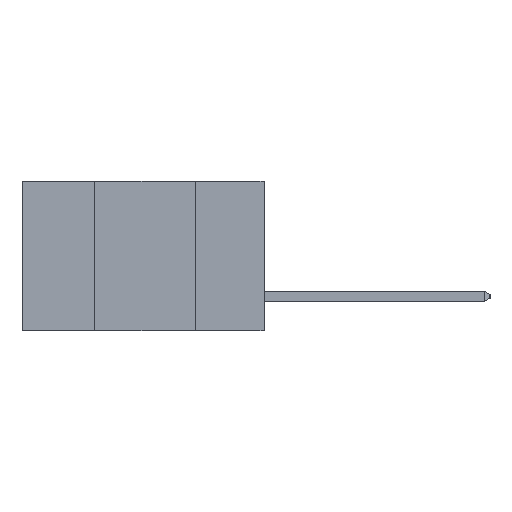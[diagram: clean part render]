
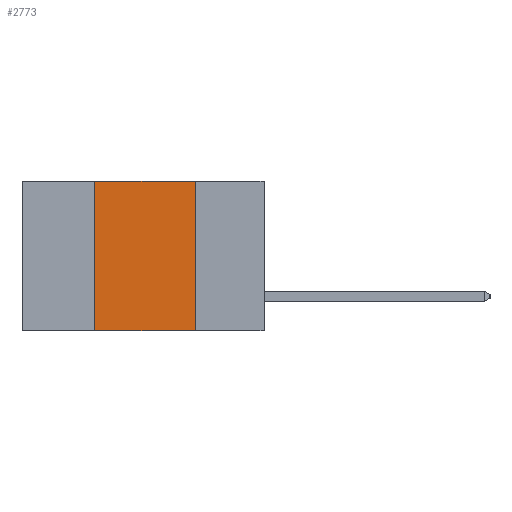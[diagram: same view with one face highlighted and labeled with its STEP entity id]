
A CAD part, left-side view. The second image highlights one B-rep face of the part: STEP entity #2773.
In plain terms, the highlighted planar face has unit normal (-1, 0, 0).
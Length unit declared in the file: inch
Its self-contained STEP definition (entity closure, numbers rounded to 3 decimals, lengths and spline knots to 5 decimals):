
#149 = VERTEX_POINT ( 'NONE', #2114 ) ;
#461 = EDGE_LOOP ( 'NONE', ( #2161, #9162, #5608, #7207 ) ) ;
#901 = DIRECTION ( 'NONE',  ( 1., 0., 0. ) ) ;
#1297 = DIRECTION ( 'NONE',  ( 0., -1., 0. ) ) ;
#1566 = FACE_OUTER_BOUND ( 'NONE', #461, .T. ) ;
#1801 = CARTESIAN_POINT ( 'NONE',  ( 0., 0.6, 0. ) ) ;
#1884 = CARTESIAN_POINT ( 'NONE',  ( 0., 0.17, 0. ) ) ;
#1908 = LINE ( 'NONE', #1801, #5815 ) ;
#2114 = CARTESIAN_POINT ( 'NONE',  ( 0., 0.42, -0.37 ) ) ;
#2161 = ORIENTED_EDGE ( 'NONE', *, *, #5807, .F. ) ;
#2314 = VERTEX_POINT ( 'NONE', #7365 ) ;
#2573 = PLANE ( 'NONE',  #5499 ) ;
#2773 = ADVANCED_FACE ( 'NONE', ( #1566 ), #2573, .F. ) ;
#2839 = DIRECTION ( 'NONE',  ( 0., -1., 0. ) ) ;
#3246 = VERTEX_POINT ( 'NONE', #5107 ) ;
#3320 = LINE ( 'NONE', #5303, #8560 ) ;
#3579 = VECTOR ( 'NONE', #1297, 39.37008 ) ;
#3590 = VECTOR ( 'NONE', #5780, 39.37008 ) ;
#4583 = DIRECTION ( 'NONE',  ( 0., 0., 1. ) ) ;
#5107 = CARTESIAN_POINT ( 'NONE',  ( 0., 0.42, 0. ) ) ;
#5303 = CARTESIAN_POINT ( 'NONE',  ( 0., 0.42, -0.37 ) ) ;
#5499 = AXIS2_PLACEMENT_3D ( 'NONE', #5691, #901, #5680 ) ;
#5608 = ORIENTED_EDGE ( 'NONE', *, *, #5898, .F. ) ;
#5649 = CARTESIAN_POINT ( 'NONE',  ( 0., 0.6, -0.37 ) ) ;
#5680 = DIRECTION ( 'NONE',  ( 0., 0., -1. ) ) ;
#5691 = CARTESIAN_POINT ( 'NONE',  ( 0., 0.6, 0. ) ) ;
#5780 = DIRECTION ( 'NONE',  ( 0., 0., -1. ) ) ;
#5807 = EDGE_CURVE ( 'NONE', #7441, #2314, #9166, .T. ) ;
#5815 = VECTOR ( 'NONE', #2839, 39.37008 ) ;
#5881 = CARTESIAN_POINT ( 'NONE',  ( 0., 0.17, -0.37 ) ) ;
#5898 = EDGE_CURVE ( 'NONE', #149, #3246, #3320, .T. ) ;
#6033 = LINE ( 'NONE', #5649, #3579 ) ;
#6319 = EDGE_CURVE ( 'NONE', #149, #2314, #6033, .T. ) ;
#6795 = EDGE_CURVE ( 'NONE', #3246, #7441, #1908, .T. ) ;
#7207 = ORIENTED_EDGE ( 'NONE', *, *, #6319, .T. ) ;
#7365 = CARTESIAN_POINT ( 'NONE',  ( 0., 0.17, -0.37 ) ) ;
#7441 = VERTEX_POINT ( 'NONE', #1884 ) ;
#8560 = VECTOR ( 'NONE', #4583, 39.37008 ) ;
#9162 = ORIENTED_EDGE ( 'NONE', *, *, #6795, .F. ) ;
#9166 = LINE ( 'NONE', #5881, #3590 ) ;
